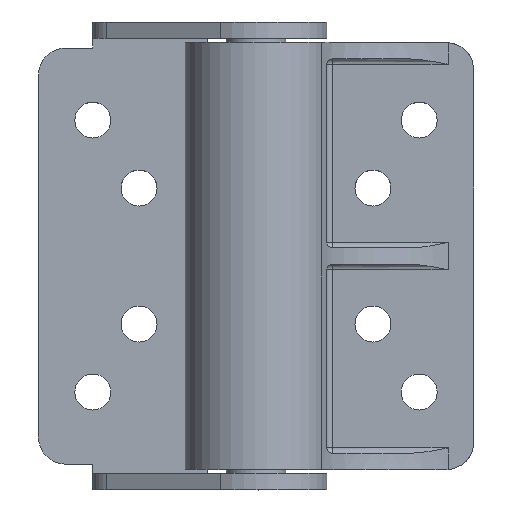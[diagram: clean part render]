
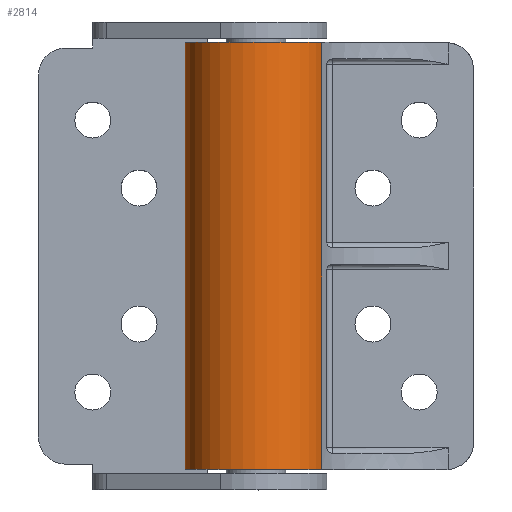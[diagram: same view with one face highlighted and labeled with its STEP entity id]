
A CAD part, top view. The second image highlights one B-rep face of the part: STEP entity #2814.
In plain terms, the highlighted cylindrical face has radius 13 mm (diameter 26 mm), a partial arc.
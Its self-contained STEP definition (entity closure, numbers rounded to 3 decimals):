
#329 = AXIS2_PLACEMENT_3D ( 'NONE', #2716, #3273, #1569 ) ;
#335 = CARTESIAN_POINT ( 'NONE',  ( 12.086, -4.789, 3.75 ) ) ;
#376 = DIRECTION ( 'NONE',  ( 1., 0., 0. ) ) ;
#493 = FACE_OUTER_BOUND ( 'NONE', #3648, .T. ) ;
#647 = VERTEX_POINT ( 'NONE', #335 ) ;
#679 = LINE ( 'NONE', #1261, #3746 ) ;
#698 = AXIS2_PLACEMENT_3D ( 'NONE', #3661, #2465, #376 ) ;
#720 = CARTESIAN_POINT ( 'NONE',  ( -8.5, 9.836, -917.75 ) ) ;
#902 = EDGE_CURVE ( 'NONE', #647, #3705, #679, .T. ) ;
#931 = EDGE_CURVE ( 'NONE', #647, #2459, #2260, .T. ) ;
#1062 = VERTEX_POINT ( 'NONE', #3641 ) ;
#1134 = EDGE_CURVE ( 'NONE', #3705, #1062, #1519, .T. ) ;
#1261 = CARTESIAN_POINT ( 'NONE',  ( 12.086, -4.789, -917.75 ) ) ;
#1286 = ORIENTED_EDGE ( 'NONE', *, *, #1134, .T. ) ;
#1401 = DIRECTION ( 'NONE',  ( 1., 0., 0. ) ) ;
#1519 = CIRCLE ( 'NONE', #3325, 13. ) ;
#1569 = DIRECTION ( 'NONE',  ( 1., 0., 0. ) ) ;
#1709 = DIRECTION ( 'NONE',  ( 0., 0., -1. ) ) ;
#2260 = CIRCLE ( 'NONE', #329, 13. ) ;
#2381 = CARTESIAN_POINT ( 'NONE',  ( 12.086, -4.789, 82.25 ) ) ;
#2396 = EDGE_CURVE ( 'NONE', #2459, #1062, #3297, .T. ) ;
#2459 = VERTEX_POINT ( 'NONE', #2530 ) ;
#2465 = DIRECTION ( 'NONE',  ( 0., 0., 1. ) ) ;
#2530 = CARTESIAN_POINT ( 'NONE',  ( -8.5, 9.836, 3.75 ) ) ;
#2605 = VECTOR ( 'NONE', #3095, 1000. ) ;
#2716 = CARTESIAN_POINT ( 'NONE',  ( 0., 0., 3.75 ) ) ;
#2766 = DIRECTION ( 'NONE',  ( 0., 0., 1. ) ) ;
#2787 = CYLINDRICAL_SURFACE ( 'NONE', #698, 13. ) ;
#2814 = ADVANCED_FACE ( 'NONE', ( #493 ), #2787, .T. ) ;
#2854 = ORIENTED_EDGE ( 'NONE', *, *, #931, .F. ) ;
#3073 = ORIENTED_EDGE ( 'NONE', *, *, #2396, .F. ) ;
#3095 = DIRECTION ( 'NONE',  ( 0., 0., 1. ) ) ;
#3273 = DIRECTION ( 'NONE',  ( 0., 0., -1. ) ) ;
#3293 = ORIENTED_EDGE ( 'NONE', *, *, #902, .T. ) ;
#3297 = LINE ( 'NONE', #720, #2605 ) ;
#3325 = AXIS2_PLACEMENT_3D ( 'NONE', #3779, #1709, #1401 ) ;
#3641 = CARTESIAN_POINT ( 'NONE',  ( -8.5, 9.836, 82.25 ) ) ;
#3648 = EDGE_LOOP ( 'NONE', ( #1286, #3073, #2854, #3293 ) ) ;
#3661 = CARTESIAN_POINT ( 'NONE',  ( 0., 0., -917.75 ) ) ;
#3705 = VERTEX_POINT ( 'NONE', #2381 ) ;
#3746 = VECTOR ( 'NONE', #2766, 1000. ) ;
#3779 = CARTESIAN_POINT ( 'NONE',  ( 0., 0., 82.25 ) ) ;
